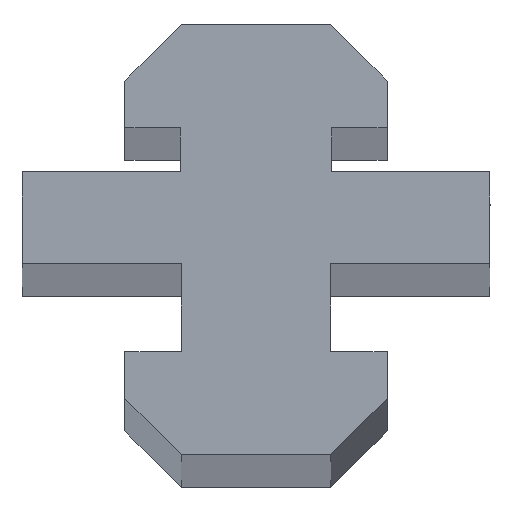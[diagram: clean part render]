
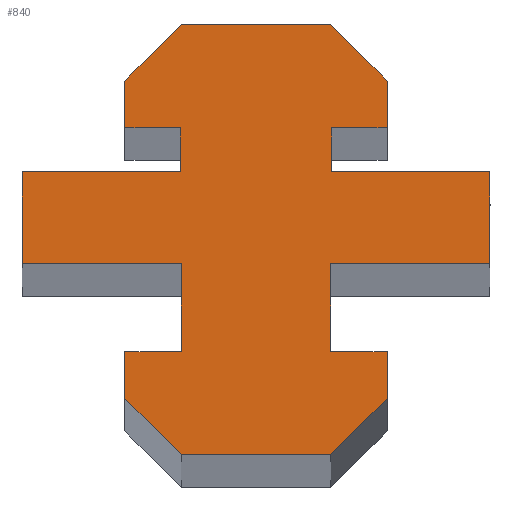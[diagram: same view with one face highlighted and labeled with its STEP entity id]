
A CAD part, top view. The second image highlights one B-rep face of the part: STEP entity #840.
In plain terms, the highlighted face is planar.
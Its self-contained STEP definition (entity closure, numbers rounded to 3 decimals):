
#122=ORIENTED_EDGE('',*,*,#432,.T.);
#123=ORIENTED_EDGE('',*,*,#363,.T.);
#124=ORIENTED_EDGE('',*,*,#367,.T.);
#125=ORIENTED_EDGE('',*,*,#370,.T.);
#126=ORIENTED_EDGE('',*,*,#373,.T.);
#127=ORIENTED_EDGE('',*,*,#376,.T.);
#128=ORIENTED_EDGE('',*,*,#379,.T.);
#129=ORIENTED_EDGE('',*,*,#382,.T.);
#130=ORIENTED_EDGE('',*,*,#385,.T.);
#131=ORIENTED_EDGE('',*,*,#388,.T.);
#132=ORIENTED_EDGE('',*,*,#391,.T.);
#133=ORIENTED_EDGE('',*,*,#394,.T.);
#134=ORIENTED_EDGE('',*,*,#397,.T.);
#135=ORIENTED_EDGE('',*,*,#400,.T.);
#136=ORIENTED_EDGE('',*,*,#403,.T.);
#137=ORIENTED_EDGE('',*,*,#406,.T.);
#138=ORIENTED_EDGE('',*,*,#409,.T.);
#139=ORIENTED_EDGE('',*,*,#412,.T.);
#140=ORIENTED_EDGE('',*,*,#415,.T.);
#141=ORIENTED_EDGE('',*,*,#418,.T.);
#142=ORIENTED_EDGE('',*,*,#421,.T.);
#143=ORIENTED_EDGE('',*,*,#424,.T.);
#144=ORIENTED_EDGE('',*,*,#427,.T.);
#145=ORIENTED_EDGE('',*,*,#430,.T.);
#171=VECTOR('',#489,1.);
#175=VECTOR('',#495,1.);
#178=VECTOR('',#500,1.);
#181=VECTOR('',#505,1.);
#184=VECTOR('',#510,1.);
#187=VECTOR('',#515,1.);
#190=VECTOR('',#520,1.);
#193=VECTOR('',#525,1.);
#196=VECTOR('',#530,1.);
#199=VECTOR('',#535,1.);
#202=VECTOR('',#540,1.);
#205=VECTOR('',#545,1.);
#208=VECTOR('',#550,1.);
#211=VECTOR('',#555,1.);
#214=VECTOR('',#560,1.);
#217=VECTOR('',#565,1.);
#220=VECTOR('',#570,1.);
#223=VECTOR('',#575,1.);
#226=VECTOR('',#580,1.);
#229=VECTOR('',#585,1.);
#232=VECTOR('',#590,1.);
#235=VECTOR('',#595,1.);
#238=VECTOR('',#600,1.);
#240=VECTOR('',#604,1.);
#243=LINE('',#619,#171);
#247=LINE('',#627,#175);
#250=LINE('',#633,#178);
#253=LINE('',#639,#181);
#256=LINE('',#645,#184);
#259=LINE('',#651,#187);
#262=LINE('',#657,#190);
#265=LINE('',#663,#193);
#268=LINE('',#669,#196);
#271=LINE('',#675,#199);
#274=LINE('',#681,#202);
#277=LINE('',#687,#205);
#280=LINE('',#693,#208);
#283=LINE('',#699,#211);
#286=LINE('',#705,#214);
#289=LINE('',#711,#217);
#292=LINE('',#717,#220);
#295=LINE('',#723,#223);
#298=LINE('',#729,#226);
#301=LINE('',#735,#229);
#304=LINE('',#741,#232);
#307=LINE('',#747,#235);
#310=LINE('',#753,#238);
#312=LINE('',#756,#240);
#315=VERTEX_POINT('',#616);
#316=VERTEX_POINT('',#618);
#319=VERTEX_POINT('',#625);
#321=VERTEX_POINT('',#631);
#323=VERTEX_POINT('',#637);
#325=VERTEX_POINT('',#643);
#327=VERTEX_POINT('',#649);
#329=VERTEX_POINT('',#655);
#331=VERTEX_POINT('',#661);
#333=VERTEX_POINT('',#667);
#335=VERTEX_POINT('',#673);
#337=VERTEX_POINT('',#679);
#339=VERTEX_POINT('',#685);
#341=VERTEX_POINT('',#691);
#343=VERTEX_POINT('',#697);
#345=VERTEX_POINT('',#703);
#347=VERTEX_POINT('',#709);
#349=VERTEX_POINT('',#715);
#351=VERTEX_POINT('',#721);
#353=VERTEX_POINT('',#727);
#355=VERTEX_POINT('',#733);
#357=VERTEX_POINT('',#739);
#359=VERTEX_POINT('',#745);
#361=VERTEX_POINT('',#751);
#363=EDGE_CURVE('',#316,#315,#243,.T.);
#367=EDGE_CURVE('',#315,#319,#247,.T.);
#370=EDGE_CURVE('',#319,#321,#250,.T.);
#373=EDGE_CURVE('',#321,#323,#253,.T.);
#376=EDGE_CURVE('',#323,#325,#256,.T.);
#379=EDGE_CURVE('',#325,#327,#259,.T.);
#382=EDGE_CURVE('',#327,#329,#262,.T.);
#385=EDGE_CURVE('',#329,#331,#265,.T.);
#388=EDGE_CURVE('',#331,#333,#268,.T.);
#391=EDGE_CURVE('',#333,#335,#271,.T.);
#394=EDGE_CURVE('',#335,#337,#274,.T.);
#397=EDGE_CURVE('',#337,#339,#277,.T.);
#400=EDGE_CURVE('',#339,#341,#280,.T.);
#403=EDGE_CURVE('',#341,#343,#283,.T.);
#406=EDGE_CURVE('',#343,#345,#286,.T.);
#409=EDGE_CURVE('',#345,#347,#289,.T.);
#412=EDGE_CURVE('',#347,#349,#292,.T.);
#415=EDGE_CURVE('',#349,#351,#295,.T.);
#418=EDGE_CURVE('',#351,#353,#298,.T.);
#421=EDGE_CURVE('',#353,#355,#301,.T.);
#424=EDGE_CURVE('',#355,#357,#304,.T.);
#427=EDGE_CURVE('',#357,#359,#307,.T.);
#430=EDGE_CURVE('',#359,#361,#310,.T.);
#432=EDGE_CURVE('',#361,#316,#312,.T.);
#458=EDGE_LOOP('',(#122,#123,#124,#125,#126,#127,#128,#129,#130,#131,#132,
#133,#134,#135,#136,#137,#138,#139,#140,#141,#142,#143,#144,#145));
#484=FACE_BOUND('',#458,.T.);
#489=DIRECTION('',(0.,-3.,-3.));
#495=DIRECTION('',(0.,-2.5,0.));
#500=DIRECTION('',(0.,0.,2.95));
#505=DIRECTION('',(0.,-2.35,0.));
#510=DIRECTION('',(0.,0.,-8.45));
#515=DIRECTION('',(0.,-4.9,0.));
#520=DIRECTION('',(0.,0.,8.5));
#525=DIRECTION('',(0.,-4.7,0.));
#530=DIRECTION('',(0.,0.,-3.));
#535=DIRECTION('',(0.,-2.5,0.));
#540=DIRECTION('',(0.,-3.,3.));
#545=DIRECTION('',(0.,0.,8.));
#550=DIRECTION('',(0.,3.,3.));
#555=DIRECTION('',(0.,2.5,0.));
#560=DIRECTION('',(0.,0.,-3.));
#565=DIRECTION('',(0.,4.7,0.));
#570=DIRECTION('',(0.,0.,8.5));
#575=DIRECTION('',(0.,4.9,0.));
#580=DIRECTION('',(0.,0.,-8.45));
#585=DIRECTION('',(0.,2.35,0.));
#590=DIRECTION('',(0.,0.,2.95));
#595=DIRECTION('',(0.,2.5,0.));
#600=DIRECTION('',(0.,3.,-3.));
#604=DIRECTION('',(0.,0.,-8.));
#606=DIRECTION('',(-1.,0.,0.));
#607=DIRECTION('',(0.,1.,0.));
#616=CARTESIAN_POINT('',(0.,9.75,-7.));
#618=CARTESIAN_POINT('',(0.,12.75,-4.));
#619=CARTESIAN_POINT('',(0.,12.75,-4.));
#625=CARTESIAN_POINT('',(0.,7.25,-7.));
#627=CARTESIAN_POINT('',(0.,9.75,-7.));
#631=CARTESIAN_POINT('',(0.,7.25,-4.05));
#633=CARTESIAN_POINT('',(0.,7.25,-7.));
#637=CARTESIAN_POINT('',(0.,4.9,-4.05));
#639=CARTESIAN_POINT('',(0.,7.25,-4.05));
#643=CARTESIAN_POINT('',(0.,4.9,-12.5));
#645=CARTESIAN_POINT('',(0.,4.9,-4.05));
#649=CARTESIAN_POINT('',(0.,0.,-12.5));
#651=CARTESIAN_POINT('',(0.,4.9,-12.5));
#655=CARTESIAN_POINT('',(0.,0.,-4.));
#657=CARTESIAN_POINT('',(0.,0.,-12.5));
#661=CARTESIAN_POINT('',(0.,-4.7,-4.));
#663=CARTESIAN_POINT('',(0.,0.,-4.));
#667=CARTESIAN_POINT('',(0.,-4.7,-7.));
#669=CARTESIAN_POINT('',(0.,-4.7,-4.));
#673=CARTESIAN_POINT('',(0.,-7.2,-7.));
#675=CARTESIAN_POINT('',(0.,-4.7,-7.));
#679=CARTESIAN_POINT('',(0.,-10.2,-4.));
#681=CARTESIAN_POINT('',(0.,-7.2,-7.));
#685=CARTESIAN_POINT('',(0.,-10.2,4.));
#687=CARTESIAN_POINT('',(0.,-10.2,-4.));
#691=CARTESIAN_POINT('',(0.,-7.2,7.));
#693=CARTESIAN_POINT('',(0.,-10.2,4.));
#697=CARTESIAN_POINT('',(0.,-4.7,7.));
#699=CARTESIAN_POINT('',(0.,-7.2,7.));
#703=CARTESIAN_POINT('',(0.,-4.7,4.));
#705=CARTESIAN_POINT('',(0.,-4.7,7.));
#709=CARTESIAN_POINT('',(0.,0.,4.));
#711=CARTESIAN_POINT('',(0.,-4.7,4.));
#715=CARTESIAN_POINT('',(0.,0.,12.5));
#717=CARTESIAN_POINT('',(0.,0.,4.));
#721=CARTESIAN_POINT('',(0.,4.9,12.5));
#723=CARTESIAN_POINT('',(0.,0.,12.5));
#727=CARTESIAN_POINT('',(0.,4.9,4.05));
#729=CARTESIAN_POINT('',(0.,4.9,12.5));
#733=CARTESIAN_POINT('',(0.,7.25,4.05));
#735=CARTESIAN_POINT('',(0.,4.9,4.05));
#739=CARTESIAN_POINT('',(0.,7.25,7.));
#741=CARTESIAN_POINT('',(0.,7.25,4.05));
#745=CARTESIAN_POINT('',(0.,9.75,7.));
#747=CARTESIAN_POINT('',(0.,7.25,7.));
#751=CARTESIAN_POINT('',(0.,12.75,4.));
#753=CARTESIAN_POINT('',(0.,9.75,7.));
#756=CARTESIAN_POINT('',(0.,12.75,4.));
#758=CARTESIAN_POINT('',(0.,12.75,4.));
#786=AXIS2_PLACEMENT_3D('',#758,#606,#607);
#814=PLANE('',#786);
#840=ADVANCED_FACE('',(#484),#814,.T.);
